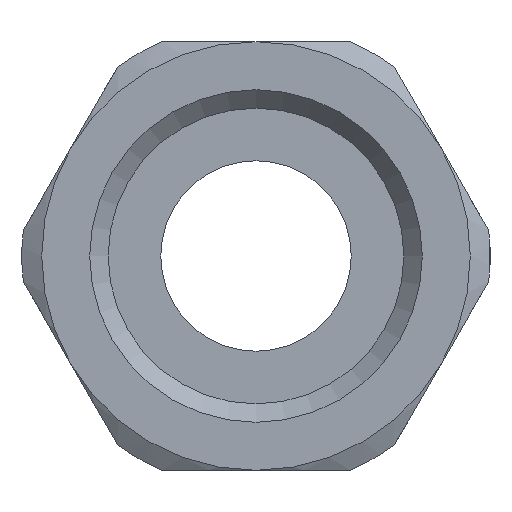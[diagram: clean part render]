
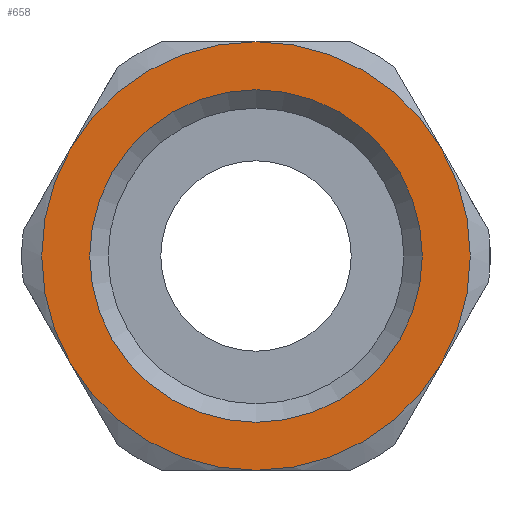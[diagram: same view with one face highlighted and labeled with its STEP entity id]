
A CAD part, left-side view. The second image highlights one B-rep face of the part: STEP entity #658.
In plain terms, the highlighted planar face has unit normal (-1, 0, 0).
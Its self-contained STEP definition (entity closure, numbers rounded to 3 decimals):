
#21=PLANE('',#736);
#103=CIRCLE('',#727,13.5);
#104=CIRCLE('',#729,13.5);
#105=CIRCLE('',#731,13.5);
#106=CIRCLE('',#733,13.5);
#107=CIRCLE('',#735,13.5);
#108=CIRCLE('',#737,10.478);
#109=CIRCLE('',#738,13.5);
#185=ORIENTED_EDGE('',*,*,#356,.T.);
#186=ORIENTED_EDGE('',*,*,#357,.F.);
#187=ORIENTED_EDGE('',*,*,#346,.F.);
#188=ORIENTED_EDGE('',*,*,#349,.F.);
#189=ORIENTED_EDGE('',*,*,#352,.F.);
#190=ORIENTED_EDGE('',*,*,#354,.F.);
#191=ORIENTED_EDGE('',*,*,#343,.F.);
#343=EDGE_CURVE('',#430,#429,#103,.T.);
#346=EDGE_CURVE('',#432,#431,#104,.T.);
#349=EDGE_CURVE('',#433,#432,#105,.T.);
#352=EDGE_CURVE('',#434,#433,#106,.T.);
#354=EDGE_CURVE('',#429,#434,#107,.T.);
#356=EDGE_CURVE('',#435,#435,#108,.T.);
#357=EDGE_CURVE('',#431,#430,#109,.T.);
#429=VERTEX_POINT('',#1156);
#430=VERTEX_POINT('',#1161);
#431=VERTEX_POINT('',#1168);
#432=VERTEX_POINT('',#1173);
#433=VERTEX_POINT('',#1184);
#434=VERTEX_POINT('',#1195);
#435=VERTEX_POINT('',#1209);
#503=EDGE_LOOP('',(#185));
#504=EDGE_LOOP('',(#186,#187,#188,#189,#190,#191));
#575=FACE_BOUND('',#503,.T.);
#576=FACE_BOUND('',#504,.T.);
#658=ADVANCED_FACE('',(#575,#576),#21,.T.);
#727=AXIS2_PLACEMENT_3D('',#1162,#847,#848);
#729=AXIS2_PLACEMENT_3D('',#1174,#851,#852);
#731=AXIS2_PLACEMENT_3D('',#1185,#855,#856);
#733=AXIS2_PLACEMENT_3D('',#1196,#859,#860);
#735=AXIS2_PLACEMENT_3D('',#1202,#863,#864);
#736=AXIS2_PLACEMENT_3D('',#1207,#865,#866);
#737=AXIS2_PLACEMENT_3D('',#1208,#867,#868);
#738=AXIS2_PLACEMENT_3D('',#1210,#869,#870);
#847=DIRECTION('',(1.,0.,0.));
#848=DIRECTION('',(0.,0.,-1.));
#851=DIRECTION('',(1.,0.,0.));
#852=DIRECTION('',(0.,0.,-1.));
#855=DIRECTION('',(1.,0.,0.));
#856=DIRECTION('',(0.,0.,-1.));
#859=DIRECTION('',(1.,0.,0.));
#860=DIRECTION('',(0.,0.,-1.));
#863=DIRECTION('',(1.,0.,0.));
#864=DIRECTION('',(0.,0.,-1.));
#865=DIRECTION('',(-1.,0.,0.));
#866=DIRECTION('',(0.,0.,1.));
#867=DIRECTION('',(1.,0.,0.));
#868=DIRECTION('',(0.,0.,-1.));
#869=DIRECTION('',(1.,0.,0.));
#870=DIRECTION('',(0.,0.,-1.));
#1156=CARTESIAN_POINT('',(0.,0.,13.5));
#1161=CARTESIAN_POINT('',(0.,11.691,6.75));
#1162=CARTESIAN_POINT('',(0.,0.,0.));
#1168=CARTESIAN_POINT('',(0.,11.691,-6.75));
#1173=CARTESIAN_POINT('',(0.,0.,-13.5));
#1174=CARTESIAN_POINT('',(0.,0.,0.));
#1184=CARTESIAN_POINT('',(0.,-11.691,-6.75));
#1185=CARTESIAN_POINT('',(0.,0.,0.));
#1195=CARTESIAN_POINT('',(0.,-11.691,6.75));
#1196=CARTESIAN_POINT('',(0.,0.,0.));
#1202=CARTESIAN_POINT('',(0.,0.,0.));
#1207=CARTESIAN_POINT('',(0.,13.5,0.));
#1208=CARTESIAN_POINT('',(0.,0.,0.));
#1209=CARTESIAN_POINT('',(0.,0.,-10.478));
#1210=CARTESIAN_POINT('',(0.,0.,0.));
